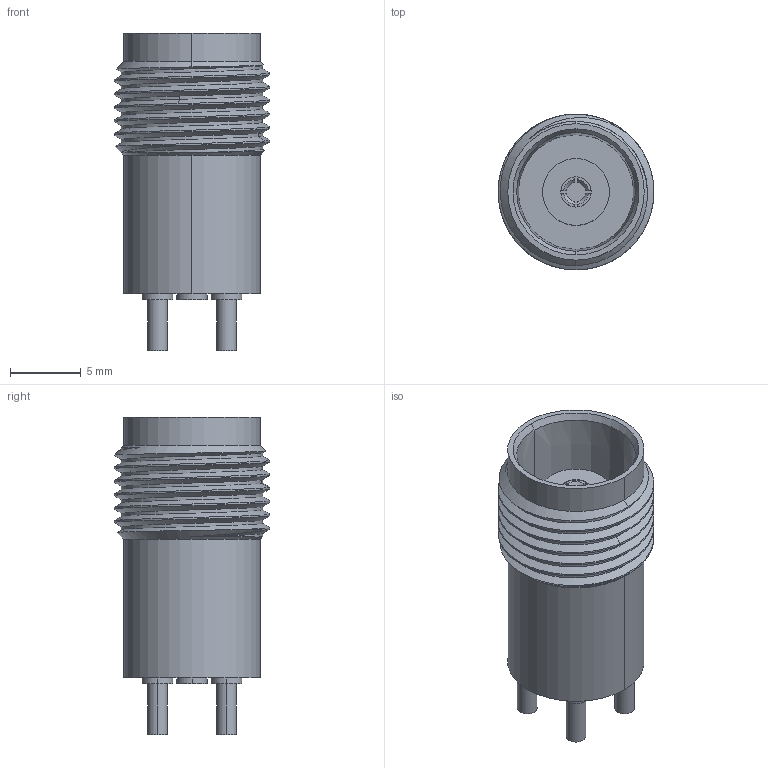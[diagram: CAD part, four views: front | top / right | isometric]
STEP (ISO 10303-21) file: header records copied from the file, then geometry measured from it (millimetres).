
FILE_DESCRIPTION((''),'2;1');
FILE_NAME('C-5-1814805-1','2016-03-02T',('workeradm'),('Tyco Electronics Ltd.'),'CREO PARAMETRIC BY PTC INC, 2015200','CREO PARAMETRIC BY PTC INC, 2015200','');
FILE_SCHEMA(('AUTOMOTIVE_DESIGN { 1 0 10303 214 1 1 1 1 }'));
Length unit declared in the file: millimetre
Products named in the file (1): C-5-1814805-1
Bounding box: 11 x 11 x 22.4 mm (x, y, z)
Volume: 1082.7 mm3; surface area: 1216 mm2
Topology: 1 solids, 1 shells, 88 faces, 212 edges, 138 vertices
Faces by surface type: cylinder 41, plane 26, cone 12, bspline 9
Entity records: 6110 total; most frequent: CARTESIAN_POINT 4048, ORIENTED_EDGE 424, DIRECTION 406, EDGE_CURVE 212, AXIS2_PLACEMENT_3D 162, VERTEX_POINT 138, EDGE_LOOP 100, FACE_OUTER_BOUND 88
